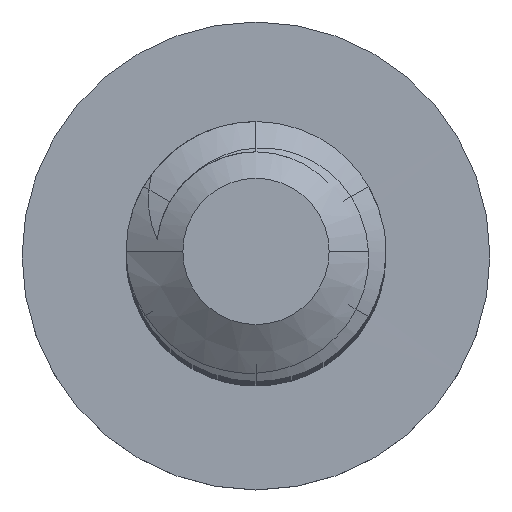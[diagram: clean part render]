
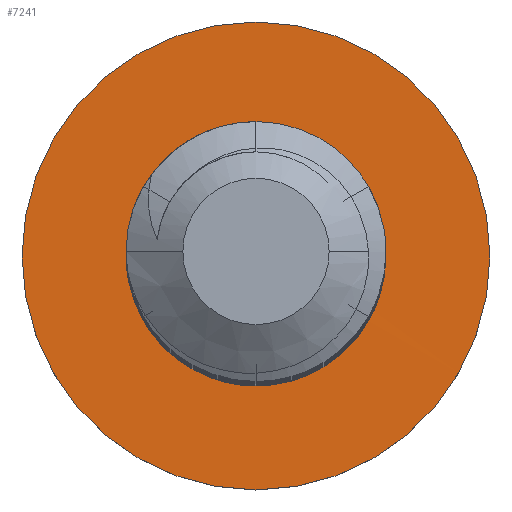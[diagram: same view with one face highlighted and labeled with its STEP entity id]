
A CAD part, top view. The second image highlights one B-rep face of the part: STEP entity #7241.
In plain terms, the highlighted planar face has unit normal (0, 0, 1).
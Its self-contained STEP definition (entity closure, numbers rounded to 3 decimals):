
#6657=CARTESIAN_POINT('Vertex',(0.334,0.898,-25.)) ;
#6660=CARTESIAN_POINT('Axis2P3D Location',(0.,0.,-25.)) ;
#6664=CARTESIAN_POINT('Vertex',(-0.408,0.866,-25.)) ;
#6699=CARTESIAN_POINT('Control Point',(-1.008,-0.582,-25.)) ;
#6700=CARTESIAN_POINT('Control Point',(-1.105,-0.366,-25.)) ;
#6701=CARTESIAN_POINT('Control Point',(-1.145,-0.123,-25.001)) ;
#6702=CARTESIAN_POINT('Control Point',(-1.118,0.109,-24.999)) ;
#6703=CARTESIAN_POINT('Control Point',(-1.026,0.339,-25.)) ;
#6704=CARTESIAN_POINT('Control Point',(-0.895,0.517,-25.)) ;
#6705=CARTESIAN_POINT('Vertex',(-1.008,-0.582,-25.)) ;
#6707=CARTESIAN_POINT('Vertex',(-0.895,0.517,-25.)) ;
#6734=CARTESIAN_POINT('Control Point',(-0.436,-1.172,-25.)) ;
#6735=CARTESIAN_POINT('Control Point',(-0.696,-1.043,-25.)) ;
#6736=CARTESIAN_POINT('Control Point',(-0.896,-0.828,-25.)) ;
#6737=CARTESIAN_POINT('Control Point',(-1.008,-0.582,-25.)) ;
#6738=CARTESIAN_POINT('Vertex',(-0.436,-1.172,-25.)) ;
#6791=CARTESIAN_POINT('Vertex',(0.533,-1.131,-25.)) ;
#6800=CARTESIAN_POINT('Axis2P3D Location',(0.,0.,-25.)) ;
#6823=CARTESIAN_POINT('Control Point',(0.905,0.522,-25.)) ;
#6824=CARTESIAN_POINT('Control Point',(0.964,0.441,-25.)) ;
#6825=CARTESIAN_POINT('Control Point',(1.016,0.351,-25.)) ;
#6826=CARTESIAN_POINT('Control Point',(1.057,0.253,-25.)) ;
#6827=CARTESIAN_POINT('Control Point',(1.1,0.105,-25.)) ;
#6828=CARTESIAN_POINT('Control Point',(1.116,-0.05,-25.)) ;
#6829=CARTESIAN_POINT('Control Point',(1.118,-0.102,-25.)) ;
#6830=CARTESIAN_POINT('Control Point',(1.116,-0.213,-25.)) ;
#6831=CARTESIAN_POINT('Control Point',(1.101,-0.323,-25.001)) ;
#6832=CARTESIAN_POINT('Control Point',(1.09,-0.374,-25.001)) ;
#6833=CARTESIAN_POINT('Control Point',(1.071,-0.445,-25.001)) ;
#6834=CARTESIAN_POINT('Control Point',(1.047,-0.514,-25.)) ;
#6835=CARTESIAN_POINT('Control Point',(1.037,-0.539,-25.)) ;
#6836=CARTESIAN_POINT('Control Point',(1.027,-0.563,-25.)) ;
#6837=CARTESIAN_POINT('Control Point',(1.017,-0.587,-25.)) ;
#6838=CARTESIAN_POINT('Vertex',(0.905,0.522,-25.)) ;
#6840=CARTESIAN_POINT('Vertex',(1.017,-0.587,-25.)) ;
#6867=CARTESIAN_POINT('Control Point',(0.334,0.898,-25.)) ;
#6868=CARTESIAN_POINT('Control Point',(0.501,0.861,-24.999)) ;
#6869=CARTESIAN_POINT('Control Point',(0.664,0.78,-25.)) ;
#6870=CARTESIAN_POINT('Control Point',(0.801,0.662,-25.001)) ;
#6871=CARTESIAN_POINT('Control Point',(0.905,0.522,-25.)) ;
#7186=CARTESIAN_POINT('Axis2P3D Location',(0.,0.,-25.)) ;
#7191=CARTESIAN_POINT('Axis2P3D Location',(0.,0.,-25.)) ;
#7195=CARTESIAN_POINT('Vertex',(2.25,0.,-25.)) ;
#7197=CARTESIAN_POINT('Vertex',(-2.25,0.,-25.)) ;
#7200=CARTESIAN_POINT('Axis2P3D Location',(0.,0.,-25.)) ;
#7210=CARTESIAN_POINT('Control Point',(-0.895,0.517,-25.)) ;
#7211=CARTESIAN_POINT('Control Point',(-0.858,0.567,-25.)) ;
#7212=CARTESIAN_POINT('Control Point',(-0.817,0.614,-25.)) ;
#7213=CARTESIAN_POINT('Control Point',(-0.773,0.658,-25.)) ;
#7214=CARTESIAN_POINT('Control Point',(-0.679,0.737,-25.)) ;
#7215=CARTESIAN_POINT('Control Point',(-0.575,0.799,-25.)) ;
#7216=CARTESIAN_POINT('Control Point',(-0.521,0.826,-25.)) ;
#7217=CARTESIAN_POINT('Control Point',(-0.465,0.848,-25.)) ;
#7218=CARTESIAN_POINT('Control Point',(-0.408,0.866,-25.)) ;
#7221=CARTESIAN_POINT('Control Point',(1.017,-0.587,-25.)) ;
#7222=CARTESIAN_POINT('Control Point',(0.984,-0.659,-25.)) ;
#7223=CARTESIAN_POINT('Control Point',(0.946,-0.729,-25.)) ;
#7224=CARTESIAN_POINT('Control Point',(0.901,-0.796,-25.)) ;
#7225=CARTESIAN_POINT('Control Point',(0.809,-0.911,-25.)) ;
#7226=CARTESIAN_POINT('Control Point',(0.7,-1.013,-25.)) ;
#7227=CARTESIAN_POINT('Control Point',(0.647,-1.056,-25.)) ;
#7228=CARTESIAN_POINT('Control Point',(0.591,-1.095,-25.)) ;
#7229=CARTESIAN_POINT('Control Point',(0.533,-1.131,-25.)) ;
#6661=DIRECTION('Axis2P3D Direction',(0.,0.,-1.)) ;
#6801=DIRECTION('Axis2P3D Direction',(0.,0.,1.)) ;
#7187=DIRECTION('Axis2P3D Direction',(0.,0.,-1.)) ;
#7188=DIRECTION('Axis2P3D XDirection',(-1.,0.,0.)) ;
#7192=DIRECTION('Axis2P3D Direction',(0.,0.,-1.)) ;
#7201=DIRECTION('Axis2P3D Direction',(0.,0.,-1.)) ;
#6662=AXIS2_PLACEMENT_3D('Circle Axis2P3D',#6660,#6661,$) ;
#6802=AXIS2_PLACEMENT_3D('Circle Axis2P3D',#6800,#6801,$) ;
#7189=AXIS2_PLACEMENT_3D('Plane Axis2P3D',#7186,#7187,#7188) ;
#7193=AXIS2_PLACEMENT_3D('Circle Axis2P3D',#7191,#7192,$) ;
#7202=AXIS2_PLACEMENT_3D('Circle Axis2P3D',#7200,#7201,$) ;
#7206=ORIENTED_EDGE('',*,*,#7199,.F.) ;
#7207=ORIENTED_EDGE('',*,*,#7204,.F.) ;
#7232=ORIENTED_EDGE('',*,*,#6804,.F.) ;
#7233=ORIENTED_EDGE('',*,*,#6740,.T.) ;
#7234=ORIENTED_EDGE('',*,*,#6709,.T.) ;
#7235=ORIENTED_EDGE('',*,*,#7219,.T.) ;
#7236=ORIENTED_EDGE('',*,*,#6666,.T.) ;
#7237=ORIENTED_EDGE('',*,*,#6872,.T.) ;
#7238=ORIENTED_EDGE('',*,*,#6842,.T.) ;
#7239=ORIENTED_EDGE('',*,*,#7230,.T.) ;
#7240=FACE_BOUND('',#7231,.T.) ;
#7241=ADVANCED_FACE('NONE',(#7208,#7240),#7190,.F.) ;
#6698=B_SPLINE_CURVE_WITH_KNOTS('',5,(#6699,#6700,#6701,#6702,#6703,#6704),.UNSPECIFIED.,.F.,.U.,(6,6),(0.,1.762),.UNSPECIFIED.) ;
#6733=B_SPLINE_CURVE_WITH_KNOTS('',3,(#6734,#6735,#6736,#6737),.UNSPECIFIED.,.F.,.U.,(4,4),(0.,1.21),.UNSPECIFIED.) ;
#6822=B_SPLINE_CURVE_WITH_KNOTS('',5,(#6823,#6824,#6825,#6826,#6827,#6828,#6829,#6830,#6831,#6832,#6833,#6834,#6835,#6836,#6837),.UNSPECIFIED.,.F.,.U.,(6,3,3,3,6),(0.,0.798,1.145,1.492,1.687),.UNSPECIFIED.) ;
#6866=B_SPLINE_CURVE_WITH_KNOTS('',4,(#6867,#6868,#6869,#6870,#6871),.UNSPECIFIED.,.F.,.U.,(5,5),(0.,1.103),.UNSPECIFIED.) ;
#7209=B_SPLINE_CURVE_WITH_KNOTS('',5,(#7210,#7211,#7212,#7213,#7214,#7215,#7216,#7217,#7218),.UNSPECIFIED.,.F.,.U.,(6,3,6),(2.833,3.272,3.694),.UNSPECIFIED.) ;
#7220=B_SPLINE_CURVE_WITH_KNOTS('',5,(#7221,#7222,#7223,#7224,#7225,#7226,#7227,#7228,#7229),.UNSPECIFIED.,.F.,.U.,(6,3,6),(2.663,3.232,3.717),.UNSPECIFIED.) ;
#6663=CIRCLE('generated circle',#6662,0.958) ;
#6803=CIRCLE('generated circle',#6802,1.25) ;
#7194=CIRCLE('generated circle',#7193,2.25) ;
#7203=CIRCLE('generated circle',#7202,2.25) ;
#6666=EDGE_CURVE('',#6665,#6658,#6663,.T.) ;
#6709=EDGE_CURVE('',#6706,#6708,#6698,.T.) ;
#6740=EDGE_CURVE('',#6739,#6706,#6733,.T.) ;
#6804=EDGE_CURVE('',#6739,#6792,#6803,.T.) ;
#6842=EDGE_CURVE('',#6839,#6841,#6822,.T.) ;
#6872=EDGE_CURVE('',#6658,#6839,#6866,.T.) ;
#7199=EDGE_CURVE('',#7196,#7198,#7194,.T.) ;
#7204=EDGE_CURVE('',#7198,#7196,#7203,.T.) ;
#7219=EDGE_CURVE('',#6708,#6665,#7209,.T.) ;
#7230=EDGE_CURVE('',#6841,#6792,#7220,.T.) ;
#7205=EDGE_LOOP('',(#7206,#7207)) ;
#7231=EDGE_LOOP('',(#7232,#7233,#7234,#7235,#7236,#7237,#7238,#7239)) ;
#7208=FACE_OUTER_BOUND('',#7205,.T.) ;
#7190=PLANE('Plane',#7189) ;
#6658=VERTEX_POINT('',#6657) ;
#6665=VERTEX_POINT('',#6664) ;
#6706=VERTEX_POINT('',#6705) ;
#6708=VERTEX_POINT('',#6707) ;
#6739=VERTEX_POINT('',#6738) ;
#6792=VERTEX_POINT('',#6791) ;
#6839=VERTEX_POINT('',#6838) ;
#6841=VERTEX_POINT('',#6840) ;
#7196=VERTEX_POINT('',#7195) ;
#7198=VERTEX_POINT('',#7197) ;
